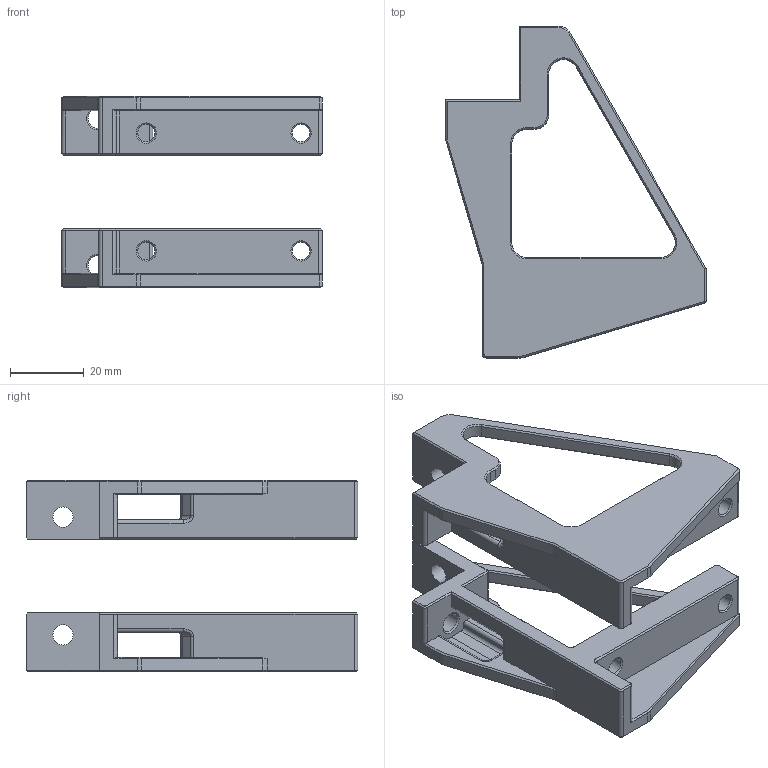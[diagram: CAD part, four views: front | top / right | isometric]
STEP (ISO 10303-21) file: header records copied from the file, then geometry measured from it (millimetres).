
FILE_DESCRIPTION(/* description */ (''),/* implementation_level */ '2;1');
FILE_NAME(/* name */ 'UHP_mod_bracket v7.step',/* time_stamp */ '2022-02-21T20:26:19+01:00',/* author */ (''),/* organization */ (''),/* preprocessor_version */ 'ST-DEVELOPER v18.1',/* originating_system */ 'Autodesk Translation Framework v10.13.0.1454',/* authorisation */ '');
FILE_SCHEMA (('AUTOMOTIVE_DESIGN { 1 0 10303 214 3 1 1 }'));
Length unit declared in the file: millimetre
Products named in the file (1): UHP_mod_bracket
Bounding box: 70.8 x 90 x 52 mm (x, y, z)
Volume: 40915.4 mm3; surface area: 21392.1 mm2
Topology: 2 solids, 2 shells, 312 faces, 760 edges, 448 vertices
Faces by surface type: plane 142, cone 76, cylinder 74, bspline 10, torus 8, sphere 2
Full cylindrical faces by diameter (mm): 4.7 x4, 5.5 x4
Entity records: 9282 total; most frequent: CARTESIAN_POINT 1855, DIRECTION 1578, ORIENTED_EDGE 1520, EDGE_CURVE 760, AXIS2_PLACEMENT_3D 543, LINE 492, VECTOR 492, VERTEX_POINT 448
